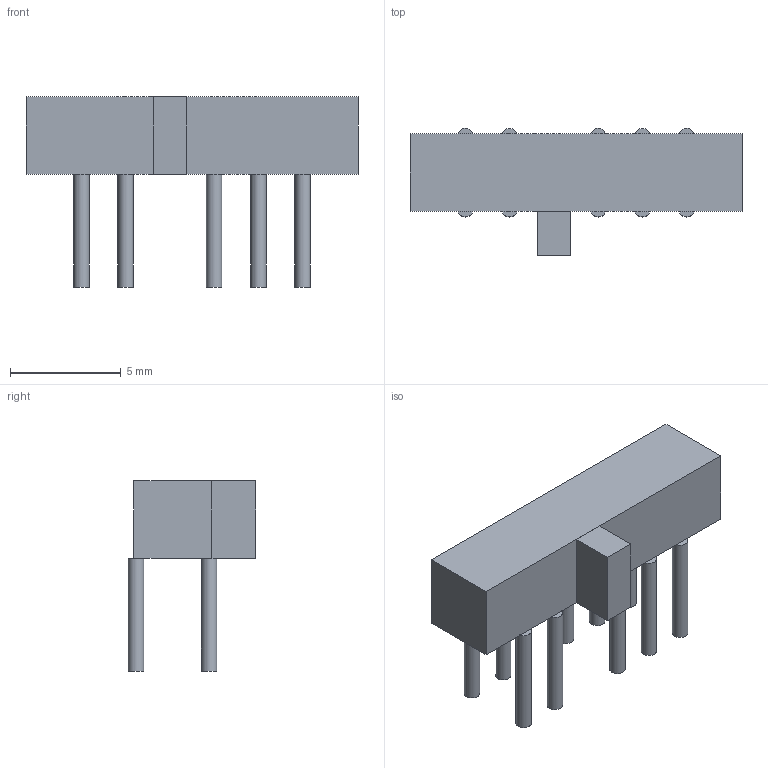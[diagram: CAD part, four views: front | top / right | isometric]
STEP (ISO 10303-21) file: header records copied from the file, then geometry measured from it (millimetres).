
FILE_DESCRIPTION(('FreeCAD Model'),'2;1');
FILE_NAME('827623.1.3.stp','2020-04-09T12:37:54',( 'Author'),(''),'Open CASCADE STEP processor 6.9','FreeCAD','Unknown' );
FILE_SCHEMA(('AUTOMOTIVE_DESIGN { 1 0 10303 214 1 1 1 1 }'));
Length unit declared in the file: millimetre
Products named in the file (3): ASSEMBLY; Body; Leads
Assembly tree (11 placements, depth 2):
  ASSEMBLY
    Body
    Leads  x10
Bounding box: 15 x 5.75 x 8.6 mm (x, y, z)
Volume: 390.5 mm3; surface area: 1463.5 mm2
Topology: 102 solids, 102 shells, 312 faces, 324 edges, 216 vertices
Faces by surface type: plane 212, cylinder 100
Full cylindrical faces by diameter (mm): 0.7 x100
Entity records: 1768 total; most frequent: DIRECTION 290, CARTESIAN_POINT 252, LINE 122, VECTOR 122, ORIENTED_EDGE 108, PCURVE 108, DEFINITIONAL_REPRESENTATION 108, AXIS2_PLACEMENT_3D 74
